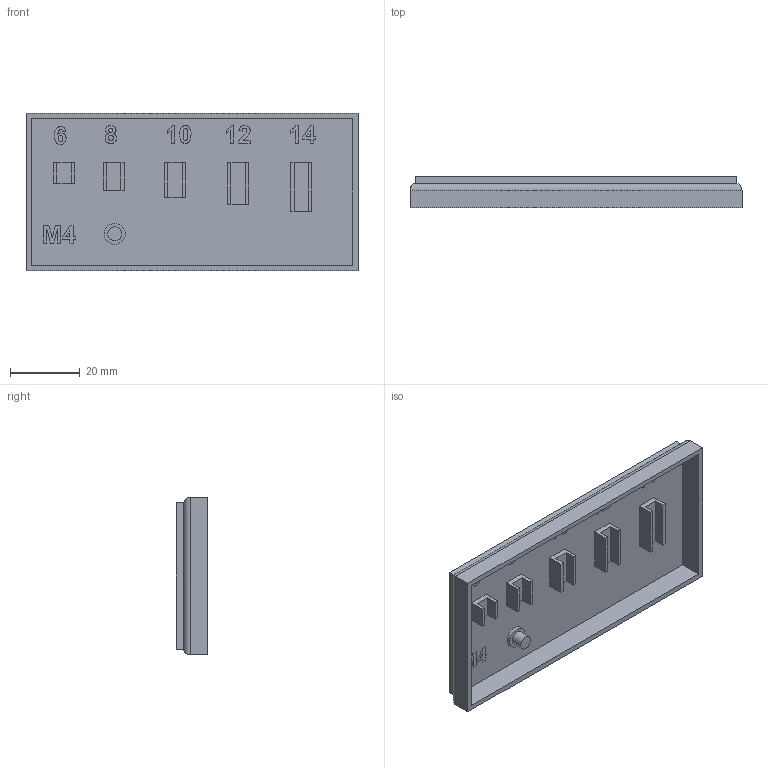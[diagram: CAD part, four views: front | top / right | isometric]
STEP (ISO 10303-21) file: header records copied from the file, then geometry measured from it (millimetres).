
FILE_DESCRIPTION(/* description */ ('','CAx-IF Rec.Pracs.---Representation and Presentation of Product Manufacturing Information (PMI)---4.0---2014-10-13'),/* implementation_level */ '2;1');
FILE_NAME(/* name */ 'M4 Reference Caliper From 6 v4.step',/* time_stamp */ '2025-02-16T17:35:11+01:00',/* author */ (''),/* organization */ (''),/* preprocessor_version */ 'ST-DEVELOPER v20',/* originating_system */ 'Autodesk Translation Framework v13.20.0.188',/* authorisation */ '');
FILE_SCHEMA (('AP242_MANAGED_MODEL_BASED_3D_ENGINEERING_MIM_LF { 1 0 10303 442 1 1 4 }'));
Length unit declared in the file: millimetre
Products named in the file (1): M4 Reference Caliper From 6
Bounding box: 95 x 9 x 45 mm (x, y, z)
Volume: 13098.9 mm3; surface area: 13876.2 mm2
Topology: 11 solids, 11 shells, 428 faces, 1142 edges, 760 vertices
Faces by surface type: plane 220, bspline 202, cylinder 6
Full cylindrical faces by diameter (mm): 4 x1, 6 x1
Entity records: 15133 total; most frequent: CARTESIAN_POINT 5791, ORIENTED_EDGE 2284, DIRECTION 1200, EDGE_CURVE 1142, VERTEX_POINT 760, LINE 726, VECTOR 726, EDGE_LOOP 464
